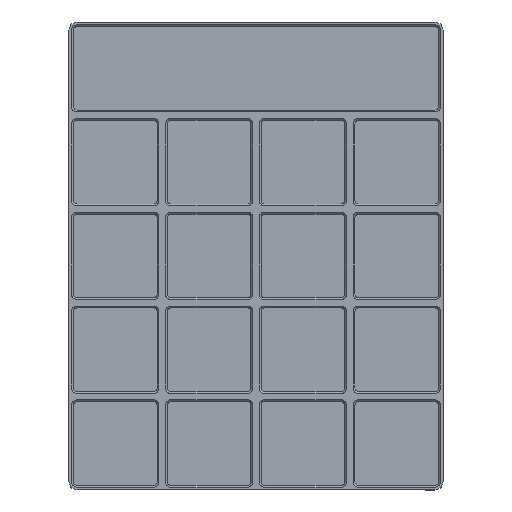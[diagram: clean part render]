
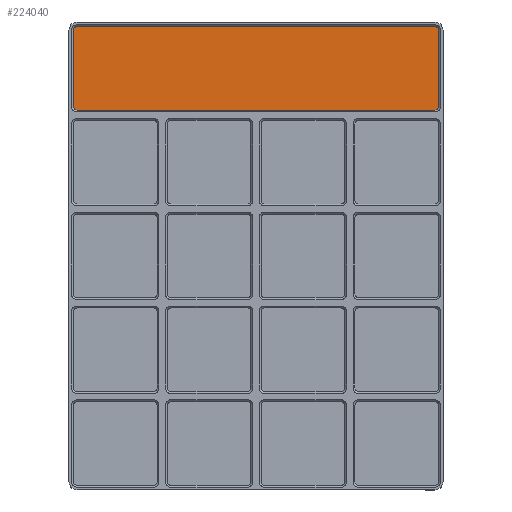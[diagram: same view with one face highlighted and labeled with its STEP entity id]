
A CAD part, top view. The second image highlights one B-rep face of the part: STEP entity #224040.
In plain terms, the highlighted planar face has unit normal (0, 0, 1).
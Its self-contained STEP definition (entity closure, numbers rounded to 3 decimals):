
#15710=CARTESIAN_POINT('',(291.75,289.,7.));
#15720=DIRECTION('',(0.,-1.,0.));
#15730=VECTOR('',#15720,1.);
#15740=LINE('',#15710,#15730);
#15750=CARTESIAN_POINT('',(291.75,290.15,7.));
#15760=VERTEX_POINT('',#15750);
#15770=CARTESIAN_POINT('',(291.75,255.85,7.));
#15780=VERTEX_POINT('',#15770);
#15790=EDGE_CURVE('',#15760,#15780,#15740,.T.);
#27820=CARTESIAN_POINT('',(129.85,254.25,7.));
#27830=VERTEX_POINT('',#27820);
#27860=CARTESIAN_POINT('',(0.,254.25,7.));
#27870=DIRECTION('',(-1.,0.,0.));
#27880=VECTOR('',#27870,1.);
#27890=LINE('',#27860,#27880);
#27900=CARTESIAN_POINT('',(290.15,254.25,7.));
#27910=VERTEX_POINT('',#27900);
#27920=EDGE_CURVE('',#27910,#27830,#27890,.T.);
#41430=CARTESIAN_POINT('',(290.15,290.15,7.));
#41440=DIRECTION('',(0.,0.,-1.));
#41450=DIRECTION('',(-1.,0.,0.));
#41460=AXIS2_PLACEMENT_3D('',#41430,#41440,#41450);
#41470=CIRCLE('',#41460,1.6);
#41480=CARTESIAN_POINT('',(290.15,291.75,7.));
#41490=VERTEX_POINT('',#41480);
#41500=EDGE_CURVE('',#41490,#15760,#41470,.T.);
#41760=CARTESIAN_POINT('',(290.15,255.85,7.));
#41770=DIRECTION('',(0.,0.,-1.));
#41780=DIRECTION('',(-1.,0.,0.));
#41790=AXIS2_PLACEMENT_3D('',#41760,#41770,#41780);
#41800=CIRCLE('',#41790,1.6);
#41810=EDGE_CURVE('',#15780,#27910,#41800,.T.);
#43730=CARTESIAN_POINT('',(128.25,255.85,7.));
#43740=VERTEX_POINT('',#43730);
#43770=CARTESIAN_POINT('',(129.85,255.85,7.));
#43780=DIRECTION('',(0.,0.,-1.));
#43790=DIRECTION('',(-1.,0.,0.));
#43800=AXIS2_PLACEMENT_3D('',#43770,#43780,#43790);
#43810=CIRCLE('',#43800,1.6);
#43820=EDGE_CURVE('',#27830,#43740,#43810,.T.);
#223690=CARTESIAN_POINT('',(231.,273.,7.));
#223700=DIRECTION('',(0.,0.,1.));
#223710=DIRECTION('',(1.,0.,0.));
#223720=AXIS2_PLACEMENT_3D('',#223690,#223700,#223710);
#223730=PLANE('',#223720);
#223740=ORIENTED_EDGE('',*,*,#43820,.F.);
#223750=CARTESIAN_POINT('',(128.25,0.,7.));
#223760=DIRECTION('',(0.,-1.,0.));
#223770=VECTOR('',#223760,1.);
#223780=LINE('',#223750,#223770);
#223790=CARTESIAN_POINT('',(128.25,290.15,7.));
#223800=VERTEX_POINT('',#223790);
#223810=EDGE_CURVE('',#223800,#43740,#223780,.T.);
#223820=ORIENTED_EDGE('',*,*,#223810,.T.);
#223830=CARTESIAN_POINT('',(129.85,290.15,7.));
#223840=DIRECTION('',(0.,0.,-1.));
#223850=DIRECTION('',(-1.,0.,0.));
#223860=AXIS2_PLACEMENT_3D('',#223830,#223840,#223850);
#223870=CIRCLE('',#223860,1.6);
#223880=CARTESIAN_POINT('',(129.85,291.75,7.));
#223890=VERTEX_POINT('',#223880);
#223900=EDGE_CURVE('',#223800,#223890,#223870,.T.);
#223910=ORIENTED_EDGE('',*,*,#223900,.F.);
#223920=CARTESIAN_POINT('',(257.,291.75,7.));
#223930=DIRECTION('',(1.,0.,0.));
#223940=VECTOR('',#223930,1.);
#223950=LINE('',#223920,#223940);
#223960=EDGE_CURVE('',#223890,#41490,#223950,.T.);
#223970=ORIENTED_EDGE('',*,*,#223960,.F.);
#223980=ORIENTED_EDGE('',*,*,#41500,.F.);
#223990=ORIENTED_EDGE('',*,*,#15790,.F.);
#224000=ORIENTED_EDGE('',*,*,#41810,.F.);
#224010=ORIENTED_EDGE('',*,*,#27920,.F.);
#224020=EDGE_LOOP('',(#224010,#224000,#223990,#223980,#223970,#223910,
#223820,#223740));
#224030=FACE_OUTER_BOUND('',#224020,.T.);
#224040=ADVANCED_FACE('',(#224030),#223730,.T.);
